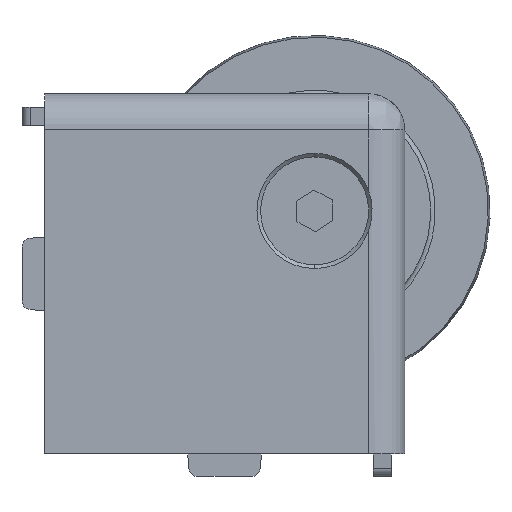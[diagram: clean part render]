
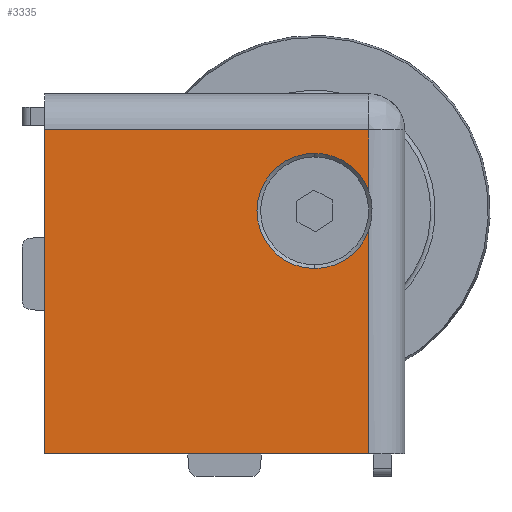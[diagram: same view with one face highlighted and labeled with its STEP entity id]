
A CAD part, front view. The second image highlights one B-rep face of the part: STEP entity #3335.
In plain terms, the highlighted planar face has unit normal (0, -1, 0).
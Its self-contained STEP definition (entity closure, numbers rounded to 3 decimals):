
#60 = PLANE ( 'NONE',  #1109 ) ;
#239 = LINE ( 'NONE', #2819, #6965 ) ;
#310 = DIRECTION ( 'NONE',  ( 0., 0., -1. ) ) ;
#450 = EDGE_CURVE ( 'NONE', #8133, #6688, #6512, .T. ) ;
#654 = VECTOR ( 'NONE', #3935, 1000. ) ;
#835 = VECTOR ( 'NONE', #3442, 1000. ) ;
#1019 = VERTEX_POINT ( 'NONE', #1853 ) ;
#1109 = AXIS2_PLACEMENT_3D ( 'NONE', #1268, #5831, #6496 ) ;
#1261 = LINE ( 'NONE', #7283, #835 ) ;
#1268 = CARTESIAN_POINT ( 'NONE',  ( -20., -20., 20. ) ) ;
#1811 = EDGE_CURVE ( 'NONE', #2902, #8133, #239, .T. ) ;
#1816 = CARTESIAN_POINT ( 'NONE',  ( 10., -20., 7. ) ) ;
#1853 = CARTESIAN_POINT ( 'NONE',  ( 10., -20., 13.4 ) ) ;
#1865 = VECTOR ( 'NONE', #7134, 1000. ) ;
#1943 = EDGE_CURVE ( 'NONE', #1019, #4284, #6171, .T. ) ;
#1973 = CARTESIAN_POINT ( 'NONE',  ( -20., -20., 16. ) ) ;
#1981 = LINE ( 'NONE', #1973, #654 ) ;
#2106 = ORIENTED_EDGE ( 'NONE', *, *, #4406, .F. ) ;
#2176 = ORIENTED_EDGE ( 'NONE', *, *, #450, .F. ) ;
#2208 = CARTESIAN_POINT ( 'NONE',  ( 10., -20., 7. ) ) ;
#2495 = AXIS2_PLACEMENT_3D ( 'NONE', #5171, #6586, #5871 ) ;
#2533 = EDGE_LOOP ( 'NONE', ( #7603, #2106, #5984, #3865, #2176, #5869, #2714, #5293 ) ) ;
#2714 = ORIENTED_EDGE ( 'NONE', *, *, #6221, .F. ) ;
#2819 = CARTESIAN_POINT ( 'NONE',  ( 16., -20., 20. ) ) ;
#2837 = VERTEX_POINT ( 'NONE', #6026 ) ;
#2902 = VERTEX_POINT ( 'NONE', #4039 ) ;
#3335 = ADVANCED_FACE ( 'NONE', ( #7795 ), #60, .F. ) ;
#3375 = EDGE_CURVE ( 'NONE', #4516, #2837, #1981, .T. ) ;
#3442 = DIRECTION ( 'NONE',  ( 0., 0., -1. ) ) ;
#3511 = VERTEX_POINT ( 'NONE', #7123 ) ;
#3521 = CIRCLE ( 'NONE', #2495, 6.4 ) ;
#3865 = ORIENTED_EDGE ( 'NONE', *, *, #4894, .T. ) ;
#3935 = DIRECTION ( 'NONE',  ( 1., 0., 0. ) ) ;
#4039 = CARTESIAN_POINT ( 'NONE',  ( 16., -20., 4.773 ) ) ;
#4199 = CARTESIAN_POINT ( 'NONE',  ( 10., -20., 0.6 ) ) ;
#4284 = VERTEX_POINT ( 'NONE', #4199 ) ;
#4406 = EDGE_CURVE ( 'NONE', #2837, #3511, #7685, .T. ) ;
#4432 = AXIS2_PLACEMENT_3D ( 'NONE', #1816, #4440, #7034 ) ;
#4440 = DIRECTION ( 'NONE',  ( 0., -1., 0. ) ) ;
#4516 = VERTEX_POINT ( 'NONE', #5251 ) ;
#4894 = EDGE_CURVE ( 'NONE', #4516, #6688, #1261, .T. ) ;
#5171 = CARTESIAN_POINT ( 'NONE',  ( 10., -20., 7. ) ) ;
#5251 = CARTESIAN_POINT ( 'NONE',  ( -20., -20., 16. ) ) ;
#5293 = ORIENTED_EDGE ( 'NONE', *, *, #1943, .F. ) ;
#5416 = DIRECTION ( 'NONE',  ( 0., 0., -1. ) ) ;
#5619 = CARTESIAN_POINT ( 'NONE',  ( -20., -20., -20. ) ) ;
#5732 = AXIS2_PLACEMENT_3D ( 'NONE', #2208, #8084, #310 ) ;
#5831 = DIRECTION ( 'NONE',  ( 0., 1., 0. ) ) ;
#5869 = ORIENTED_EDGE ( 'NONE', *, *, #1811, .F. ) ;
#5871 = DIRECTION ( 'NONE',  ( 0., 0., -1. ) ) ;
#5984 = ORIENTED_EDGE ( 'NONE', *, *, #3375, .F. ) ;
#6026 = CARTESIAN_POINT ( 'NONE',  ( 16., -20., 16. ) ) ;
#6171 = CIRCLE ( 'NONE', #4432, 6.4 ) ;
#6221 = EDGE_CURVE ( 'NONE', #4284, #2902, #7834, .T. ) ;
#6496 = DIRECTION ( 'NONE',  ( 0., 0., 1. ) ) ;
#6512 = LINE ( 'NONE', #7968, #6989 ) ;
#6531 = CARTESIAN_POINT ( 'NONE',  ( 16., -20., 20. ) ) ;
#6549 = CARTESIAN_POINT ( 'NONE',  ( 16., -20., -20. ) ) ;
#6586 = DIRECTION ( 'NONE',  ( 0., -1., 0. ) ) ;
#6688 = VERTEX_POINT ( 'NONE', #5619 ) ;
#6734 = DIRECTION ( 'NONE',  ( -1., 0., 0. ) ) ;
#6965 = VECTOR ( 'NONE', #5416, 1000. ) ;
#6989 = VECTOR ( 'NONE', #6734, 1000. ) ;
#7034 = DIRECTION ( 'NONE',  ( 0., 0., -1. ) ) ;
#7123 = CARTESIAN_POINT ( 'NONE',  ( 16., -20., 9.227 ) ) ;
#7134 = DIRECTION ( 'NONE',  ( 0., 0., -1. ) ) ;
#7283 = CARTESIAN_POINT ( 'NONE',  ( -20., -20., 20. ) ) ;
#7386 = EDGE_CURVE ( 'NONE', #3511, #1019, #3521, .T. ) ;
#7603 = ORIENTED_EDGE ( 'NONE', *, *, #7386, .F. ) ;
#7685 = LINE ( 'NONE', #6531, #1865 ) ;
#7795 = FACE_OUTER_BOUND ( 'NONE', #2533, .T. ) ;
#7834 = CIRCLE ( 'NONE', #5732, 6.4 ) ;
#7968 = CARTESIAN_POINT ( 'NONE',  ( -20., -20., -20. ) ) ;
#8084 = DIRECTION ( 'NONE',  ( 0., -1., 0. ) ) ;
#8133 = VERTEX_POINT ( 'NONE', #6549 ) ;
